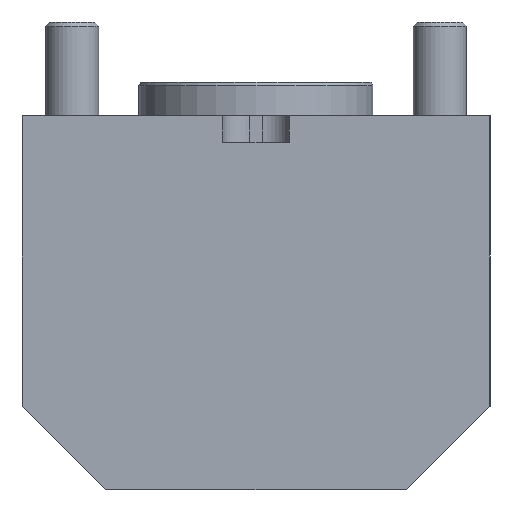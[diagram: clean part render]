
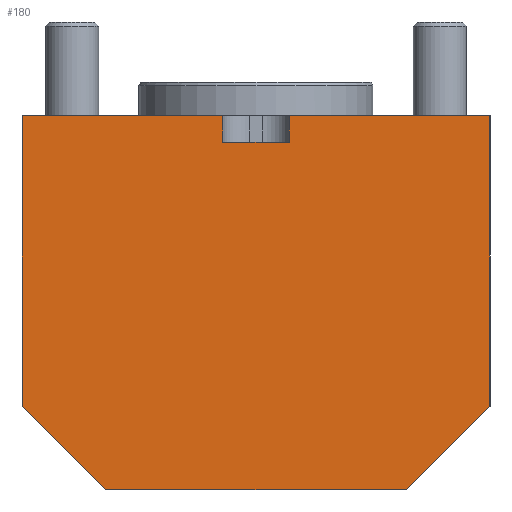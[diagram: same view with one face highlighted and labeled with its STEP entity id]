
A CAD part, left-side view. The second image highlights one B-rep face of the part: STEP entity #180.
In plain terms, the highlighted planar face has unit normal (-1, 0, 0).
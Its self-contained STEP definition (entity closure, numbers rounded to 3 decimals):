
#125=PLANE('',#1005);
#180=ADVANCED_FACE('',(#232),#125,.F.);
#232=FACE_OUTER_BOUND('',#316,.T.);
#316=EDGE_LOOP('',(#546,#547,#548,#549,#550,#551,#552,#553,#554,#555));
#546=ORIENTED_EDGE('',*,*,#762,.F.);
#547=ORIENTED_EDGE('',*,*,#709,.F.);
#548=ORIENTED_EDGE('',*,*,#766,.T.);
#549=ORIENTED_EDGE('',*,*,#681,.T.);
#550=ORIENTED_EDGE('',*,*,#767,.T.);
#551=ORIENTED_EDGE('',*,*,#703,.F.);
#552=ORIENTED_EDGE('',*,*,#768,.F.);
#553=ORIENTED_EDGE('',*,*,#769,.F.);
#554=ORIENTED_EDGE('',*,*,#764,.F.);
#555=ORIENTED_EDGE('',*,*,#770,.F.);
#601=VERTEX_POINT('',#1324);
#602=VERTEX_POINT('',#1326);
#617=VERTEX_POINT('',#1430);
#618=VERTEX_POINT('',#1431);
#621=VERTEX_POINT('',#1439);
#622=VERTEX_POINT('',#1441);
#664=VERTEX_POINT('',#1580);
#665=VERTEX_POINT('',#1584);
#666=VERTEX_POINT('',#1586);
#667=VERTEX_POINT('',#1592);
#681=EDGE_CURVE('',#602,#601,#781,.T.);
#703=EDGE_CURVE('',#617,#618,#789,.T.);
#709=EDGE_CURVE('',#621,#622,#793,.T.);
#762=EDGE_CURVE('',#622,#664,#813,.T.);
#764=EDGE_CURVE('',#665,#666,#815,.T.);
#766=EDGE_CURVE('',#621,#602,#817,.T.);
#767=EDGE_CURVE('',#601,#618,#818,.T.);
#768=EDGE_CURVE('',#667,#617,#819,.T.);
#769=EDGE_CURVE('',#666,#667,#820,.T.);
#770=EDGE_CURVE('',#664,#665,#821,.T.);
#781=LINE('',#1325,#831);
#789=LINE('',#1429,#839);
#793=LINE('',#1440,#843);
#813=LINE('',#1581,#863);
#815=LINE('',#1585,#865);
#817=LINE('',#1589,#867);
#818=LINE('',#1590,#868);
#819=LINE('',#1591,#869);
#820=LINE('',#1593,#870);
#821=LINE('',#1594,#871);
#831=VECTOR('',#1047,1.);
#839=VECTOR('',#1101,1.);
#843=VECTOR('',#1109,1.);
#863=VECTOR('',#1253,1.);
#865=VECTOR('',#1257,1.);
#867=VECTOR('',#1261,1.);
#868=VECTOR('',#1262,1.);
#869=VECTOR('',#1263,1.);
#870=VECTOR('',#1264,1.);
#871=VECTOR('',#1265,1.);
#1005=AXIS2_PLACEMENT_3D('',#1595,#1266,#1267);
#1047=DIRECTION('',(0.,1.,0.));
#1101=DIRECTION('',(0.,-1.,0.));
#1109=DIRECTION('',(0.,-1.,0.));
#1253=DIRECTION('',(0.,0.,-1.));
#1257=DIRECTION('',(0.,1.,0.));
#1261=DIRECTION('',(0.,0.,-1.));
#1262=DIRECTION('',(0.,0.,1.));
#1263=DIRECTION('',(0.,0.,1.));
#1264=DIRECTION('',(0.,0.707,0.707));
#1265=DIRECTION('',(0.,0.707,-0.707));
#1266=DIRECTION('',(1.,0.,0.));
#1267=DIRECTION('',(0.,0.,-1.));
#1324=CARTESIAN_POINT('',(-75.,10.,-8.));
#1325=CARTESIAN_POINT('',(-75.,-10.,-8.));
#1326=CARTESIAN_POINT('',(-75.,-10.,-8.));
#1429=CARTESIAN_POINT('',(-75.,70.,0.));
#1430=CARTESIAN_POINT('',(-75.,70.,0.));
#1431=CARTESIAN_POINT('',(-75.,10.,0.));
#1439=CARTESIAN_POINT('',(-75.,-10.,0.));
#1440=CARTESIAN_POINT('',(-75.,-10.,0.));
#1441=CARTESIAN_POINT('',(-75.,-70.,0.));
#1580=CARTESIAN_POINT('',(-75.,-70.,-87.));
#1581=CARTESIAN_POINT('',(-75.,-70.,0.));
#1584=CARTESIAN_POINT('',(-75.,-45.,-112.));
#1585=CARTESIAN_POINT('',(-75.,-45.,-112.));
#1586=CARTESIAN_POINT('',(-75.,45.,-112.));
#1589=CARTESIAN_POINT('',(-75.,-10.,0.));
#1590=CARTESIAN_POINT('',(-75.,10.,-9.));
#1591=CARTESIAN_POINT('',(-75.,70.,-87.));
#1592=CARTESIAN_POINT('',(-75.,70.,-87.));
#1593=CARTESIAN_POINT('',(-75.,45.,-112.));
#1594=CARTESIAN_POINT('',(-75.,-70.,-87.));
#1595=CARTESIAN_POINT('',(-75.,0.,-56.));
